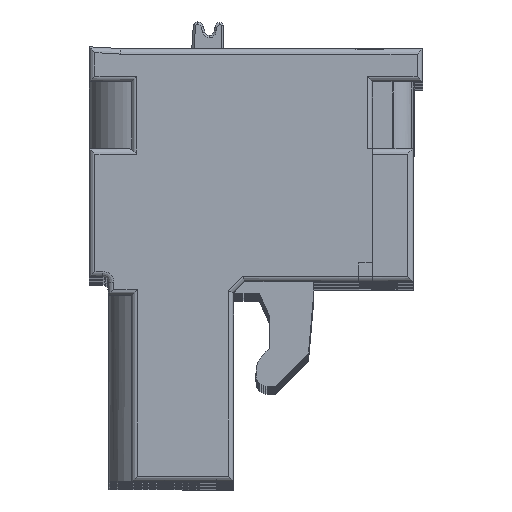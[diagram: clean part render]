
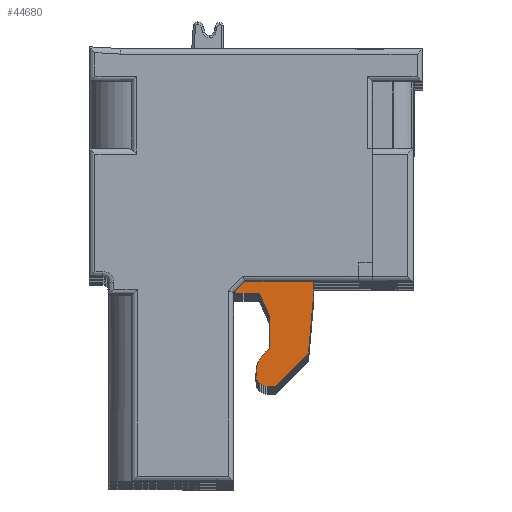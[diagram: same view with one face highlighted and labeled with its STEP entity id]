
A CAD part, top view. The second image highlights one B-rep face of the part: STEP entity #44680.
In plain terms, the highlighted planar face has unit normal (0, 0, 1).
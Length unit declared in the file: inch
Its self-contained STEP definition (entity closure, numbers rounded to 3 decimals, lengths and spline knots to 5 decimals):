
#1116 = VECTOR ( 'NONE', #179104, 39.37008 ) ;
#1149 = DIRECTION ( 'NONE',  ( -1., 0., 0. ) ) ;
#1821 = CARTESIAN_POINT ( 'NONE',  ( -0.23934, -0.45433, 0.20189 ) ) ;
#5799 = CARTESIAN_POINT ( 'NONE',  ( -0.27871, -0.46164, 0.20189 ) ) ;
#6547 = VERTEX_POINT ( 'NONE', #60645 ) ;
#8310 = DIRECTION ( 'NONE',  ( -0.707, -0.707, 0. ) ) ;
#9695 = ORIENTED_EDGE ( 'NONE', *, *, #45104, .F. ) ;
#15043 = DIRECTION ( 'NONE',  ( -1., 0., 0. ) ) ;
#17204 = DIRECTION ( 'NONE',  ( -1., 0., 0. ) ) ;
#17462 = LINE ( 'NONE', #78832, #60099 ) ;
#23469 = VECTOR ( 'NONE', #26682, 39.37008 ) ;
#25473 = EDGE_CURVE ( 'NONE', #185141, #103252, #17462, .T. ) ;
#26682 = DIRECTION ( 'NONE',  ( -1., 0., 0. ) ) ;
#29148 = CIRCLE ( 'NONE', #72120, 0.03937 ) ;
#30254 = VERTEX_POINT ( 'NONE', #72809 ) ;
#30876 = VECTOR ( 'NONE', #111921, 39.37008 ) ;
#31762 = LINE ( 'NONE', #105594, #1116 ) ;
#33531 = ORIENTED_EDGE ( 'NONE', *, *, #74583, .T. ) ;
#33884 = VECTOR ( 'NONE', #8310, 39.37008 ) ;
#34498 = DIRECTION ( 'NONE',  ( 0., 1., 0. ) ) ;
#34991 = PLANE ( 'NONE',  #84299 ) ;
#35641 = DIRECTION ( 'NONE',  ( -0.707, -0.707, 0. ) ) ;
#38466 = CARTESIAN_POINT ( 'NONE',  ( -0.2447, -0.48133, 0.20189 ) ) ;
#38569 = ORIENTED_EDGE ( 'NONE', *, *, #173670, .F. ) ;
#38635 = CARTESIAN_POINT ( 'NONE',  ( -0.29839, -0.29629, 0.20189 ) ) ;
#39847 = EDGE_CURVE ( 'NONE', #113518, #190088, #111122, .T. ) ;
#44680 = ADVANCED_FACE ( 'NONE', ( #190880 ), #34991, .F. ) ;
#45104 = EDGE_CURVE ( 'NONE', #131935, #75049, #83735, .T. ) ;
#45652 = ORIENTED_EDGE ( 'NONE', *, *, #47697, .T. ) ;
#45672 = ORIENTED_EDGE ( 'NONE', *, *, #25473, .F. ) ;
#45983 = ORIENTED_EDGE ( 'NONE', *, *, #166756, .F. ) ;
#46053 = DIRECTION ( 'NONE',  ( 0., 0., 1. ) ) ;
#47697 = EDGE_CURVE ( 'NONE', #6547, #30254, #86085, .T. ) ;
#48907 = CARTESIAN_POINT ( 'NONE',  ( -0.25902, -0.46164, 0.20189 ) ) ;
#54070 = EDGE_CURVE ( 'NONE', #30254, #111536, #94576, .T. ) ;
#56480 = VERTEX_POINT ( 'NONE', #153181 ) ;
#56798 = ORIENTED_EDGE ( 'NONE', *, *, #54070, .T. ) ;
#60099 = VECTOR ( 'NONE', #34498, 39.37008 ) ;
#60645 = CARTESIAN_POINT ( 'NONE',  ( -0.17634, -0.31597, 0.20189 ) ) ;
#62398 = VECTOR ( 'NONE', #153205, 39.37008 ) ;
#62727 = CARTESIAN_POINT ( 'NONE',  ( -0.18564, -0.42227, 0.20189 ) ) ;
#63799 = ORIENTED_EDGE ( 'NONE', *, *, #170650, .F. ) ;
#64704 = VECTOR ( 'NONE', #15043, 39.37008 ) ;
#67099 = LINE ( 'NONE', #124174, #62398 ) ;
#68142 = DIRECTION ( 'NONE',  ( 0., 1., 0. ) ) ;
#70850 = VECTOR ( 'NONE', #194826, 39.37008 ) ;
#72120 = AXIS2_PLACEMENT_3D ( 'NONE', #1821, #46053, #1149 ) ;
#72528 = CARTESIAN_POINT ( 'NONE',  ( -0.31808, -0.31597, 0.20189 ) ) ;
#72809 = CARTESIAN_POINT ( 'NONE',  ( -0.17634, -0.29629, 0.20189 ) ) ;
#74583 = EDGE_CURVE ( 'NONE', #111536, #75049, #133306, .T. ) ;
#75049 = VERTEX_POINT ( 'NONE', #190602 ) ;
#76962 = ORIENTED_EDGE ( 'NONE', *, *, #101200, .T. ) ;
#78832 = CARTESIAN_POINT ( 'NONE',  ( -0.25508, -0.4144, 0.20189 ) ) ;
#83735 = LINE ( 'NONE', #72528, #64704 ) ;
#84299 = AXIS2_PLACEMENT_3D ( 'NONE', #127565, #187855, #187200 ) ;
#86085 = LINE ( 'NONE', #157479, #171322 ) ;
#91738 = ORIENTED_EDGE ( 'NONE', *, *, #155659, .F. ) ;
#94576 = LINE ( 'NONE', #192783, #23469 ) ;
#100723 = EDGE_CURVE ( 'NONE', #113518, #56480, #124462, .T. ) ;
#101200 = EDGE_CURVE ( 'NONE', #147525, #190088, #29148, .T. ) ;
#102032 = CARTESIAN_POINT ( 'NONE',  ( -0.25508, -0.35534, 0.20189 ) ) ;
#103252 = VERTEX_POINT ( 'NONE', #102032 ) ;
#105594 = CARTESIAN_POINT ( 'NONE',  ( -0.25508, -0.35534, 0.20189 ) ) ;
#107575 = CARTESIAN_POINT ( 'NONE',  ( -0.26717, -0.42649, 0.20189 ) ) ;
#111122 = LINE ( 'NONE', #119947, #70850 ) ;
#111536 = VERTEX_POINT ( 'NONE', #119836 ) ;
#111705 = CARTESIAN_POINT ( 'NONE',  ( -0.18564, -0.42227, 0.20189 ) ) ;
#111921 = DIRECTION ( 'NONE',  ( 0.707, 0.707, 0. ) ) ;
#113518 = VERTEX_POINT ( 'NONE', #5799 ) ;
#119836 = CARTESIAN_POINT ( 'NONE',  ( -0.29839, -0.29629, 0.20189 ) ) ;
#119947 = CARTESIAN_POINT ( 'NONE',  ( -0.27871, -0.48133, 0.20189 ) ) ;
#123344 = CARTESIAN_POINT ( 'NONE',  ( -0.2447, -0.48133, 0.20189 ) ) ;
#124174 = CARTESIAN_POINT ( 'NONE',  ( -0.17634, -0.31597, 0.20189 ) ) ;
#124462 = CIRCLE ( 'NONE', #144222, 0.01969 ) ;
#127565 = CARTESIAN_POINT ( 'NONE',  ( -0.31808, -0.31597, 0.20189 ) ) ;
#129719 = CARTESIAN_POINT ( 'NONE',  ( -0.27871, -0.43802, 0.20189 ) ) ;
#131935 = VERTEX_POINT ( 'NONE', #140941 ) ;
#132373 = VERTEX_POINT ( 'NONE', #62727 ) ;
#133306 = LINE ( 'NONE', #38635, #33884 ) ;
#136037 = VERTEX_POINT ( 'NONE', #123344 ) ;
#140941 = CARTESIAN_POINT ( 'NONE',  ( -0.2728, -0.31597, 0.20189 ) ) ;
#144222 = AXIS2_PLACEMENT_3D ( 'NONE', #48907, #183932, #17204 ) ;
#147525 = VERTEX_POINT ( 'NONE', #107575 ) ;
#150035 = CARTESIAN_POINT ( 'NONE',  ( -0.27871, -0.45433, 0.20189 ) ) ;
#153181 = CARTESIAN_POINT ( 'NONE',  ( -0.25902, -0.48133, 0.20189 ) ) ;
#153205 = DIRECTION ( 'NONE',  ( -0.087, -0.996, 0. ) ) ;
#155659 = EDGE_CURVE ( 'NONE', #103252, #131935, #31762, .T. ) ;
#157479 = CARTESIAN_POINT ( 'NONE',  ( -0.17634, -0.31597, 0.20189 ) ) ;
#158793 = DIRECTION ( 'NONE',  ( -1., 0., 0. ) ) ;
#166756 = EDGE_CURVE ( 'NONE', #147525, #185141, #191931, .T. ) ;
#170650 = EDGE_CURVE ( 'NONE', #132373, #136037, #189294, .T. ) ;
#171322 = VECTOR ( 'NONE', #68142, 39.37008 ) ;
#172248 = ORIENTED_EDGE ( 'NONE', *, *, #188258, .F. ) ;
#173205 = VECTOR ( 'NONE', #158793, 39.37008 ) ;
#173670 = EDGE_CURVE ( 'NONE', #6547, #132373, #67099, .T. ) ;
#175712 = LINE ( 'NONE', #38466, #173205 ) ;
#178712 = ORIENTED_EDGE ( 'NONE', *, *, #39847, .F. ) ;
#179104 = DIRECTION ( 'NONE',  ( -0.41, 0.912, 0. ) ) ;
#183932 = DIRECTION ( 'NONE',  ( 0., 0., 1. ) ) ;
#184233 = CARTESIAN_POINT ( 'NONE',  ( -0.25508, -0.4144, 0.20189 ) ) ;
#184570 = VECTOR ( 'NONE', #35641, 39.37008 ) ;
#185141 = VERTEX_POINT ( 'NONE', #184233 ) ;
#186449 = ORIENTED_EDGE ( 'NONE', *, *, #100723, .T. ) ;
#187200 = DIRECTION ( 'NONE',  ( -1., 0., 0. ) ) ;
#187855 = DIRECTION ( 'NONE',  ( 0., 0., -1. ) ) ;
#188258 = EDGE_CURVE ( 'NONE', #136037, #56480, #175712, .T. ) ;
#189294 = LINE ( 'NONE', #111705, #184570 ) ;
#190088 = VERTEX_POINT ( 'NONE', #150035 ) ;
#190602 = CARTESIAN_POINT ( 'NONE',  ( -0.31808, -0.31597, 0.20189 ) ) ;
#190880 = FACE_OUTER_BOUND ( 'NONE', #195462, .T. ) ;
#191931 = LINE ( 'NONE', #129719, #30876 ) ;
#192783 = CARTESIAN_POINT ( 'NONE',  ( -0.31808, -0.29629, 0.20189 ) ) ;
#194826 = DIRECTION ( 'NONE',  ( 0., 1., 0. ) ) ;
#195462 = EDGE_LOOP ( 'NONE', ( #178712, #186449, #172248, #63799, #38569, #45652, #56798, #33531, #9695, #91738, #45672, #45983, #76962 ) ) ;
